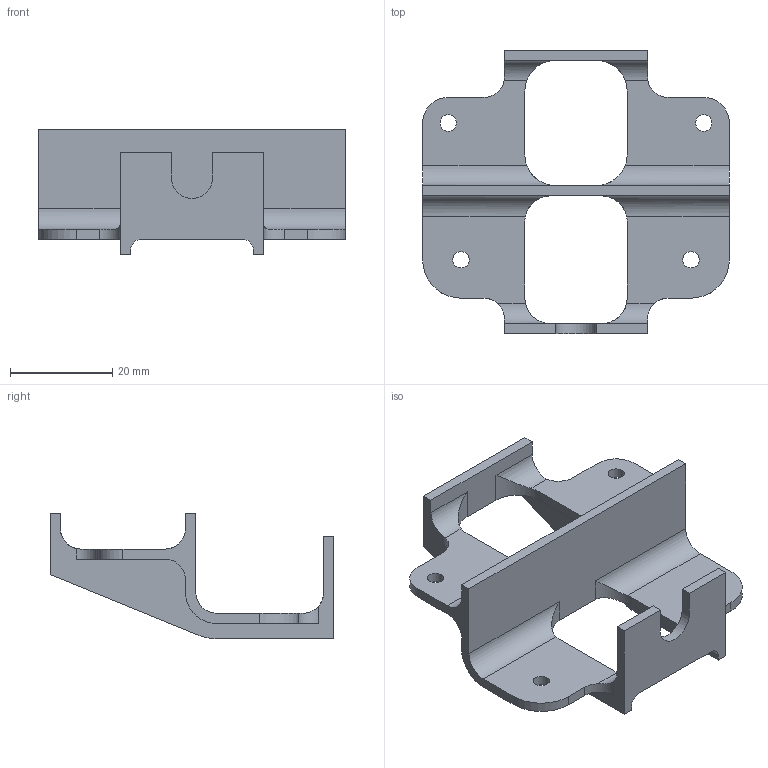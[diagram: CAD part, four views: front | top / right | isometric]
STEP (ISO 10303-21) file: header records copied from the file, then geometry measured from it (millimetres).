
FILE_DESCRIPTION(/* description */ (''),/* implementation_level */ '2;1');
FILE_NAME(/* name */ 'mounter.stp',/* time_stamp */ '2020-09-27T10:24:21+09:00',/* author */ ('mitum'),/* organization */ (''),/* preprocessor_version */ 'ST-DEVELOPER v18',/* originating_system */ 'Autodesk Inventor 2020',/* authorisation */ '');
FILE_SCHEMA (('AUTOMOTIVE_DESIGN { 1 0 10303 214 3 1 1 }'));
Length unit declared in the file: millimetre
Products named in the file (1): mounter
Bounding box: 60 x 55.5 x 24.55 mm (x, y, z)
Volume: 8569.7 mm3; surface area: 8813.7 mm2
Topology: 1 solids, 1 shells, 94 faces, 276 edges, 180 vertices
Faces by surface type: plane 46, cylinder 44, torus 2, bspline 2
Full cylindrical faces by diameter (mm): 3.2 x4
Entity records: 3307 total; most frequent: CARTESIAN_POINT 703, ORIENTED_EDGE 552, DIRECTION 532, EDGE_CURVE 276, VERTEX_POINT 180, AXIS2_PLACEMENT_3D 179, LINE 174, VECTOR 174
